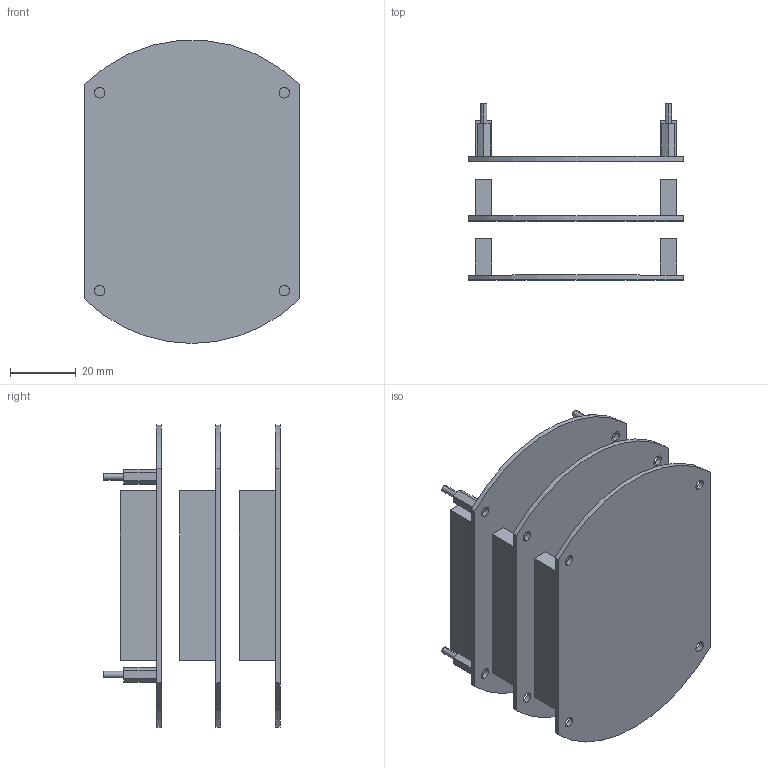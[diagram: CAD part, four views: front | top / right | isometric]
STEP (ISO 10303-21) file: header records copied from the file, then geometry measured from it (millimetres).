
FILE_DESCRIPTION (( 'STEP AP214' ), '1' );
FILE_NAME ('Ñáîðêà ÁÀÑÓ äëÿ ïðèìåðêè.STEP', '2024-03-13T19:12:10', ( 'Otter' ), ( 'Microsoft' ), 'SwSTEP 2.0', 'SolidWorks 2023', '' );
FILE_SCHEMA (( 'AUTOMOTIVE_DESIGN' ));
Length unit declared in the file: millimetre
Products named in the file (4): База плат; Сборка БАСУ для примерки; Разъёмы; Стойка
Assembly tree (13 placements, depth 2):
  Сборка БАСУ для примерки
    База плат  x3
    Разъёмы  x6
    Стойка  x4
Bounding box: 65 x 53.5 x 91.82 mm (x, y, z)
Volume: 41934.8 mm3; surface area: 45193.6 mm2
Topology: 13 solids, 13 shells, 125 faces, 285 edges, 190 vertices
Faces by surface type: plane 84, cylinder 41
Entity records: 1142 total; most frequent: DIRECTION 197, CARTESIAN_POINT 173, ORIENTED_EDGE 150, EDGE_CURVE 75, AXIS2_PLACEMENT_3D 74, VERTEX_POINT 50, VECTOR 49, LINE 49
